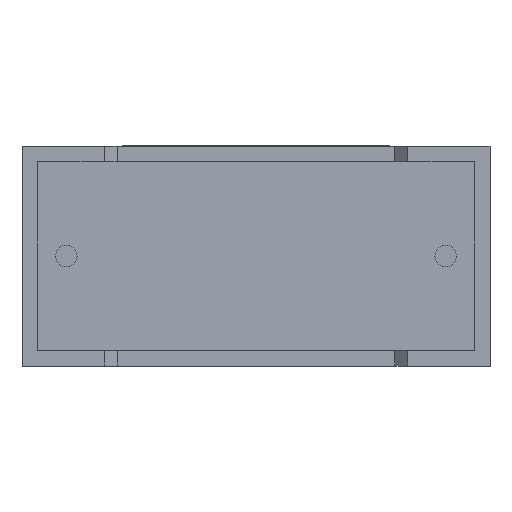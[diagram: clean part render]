
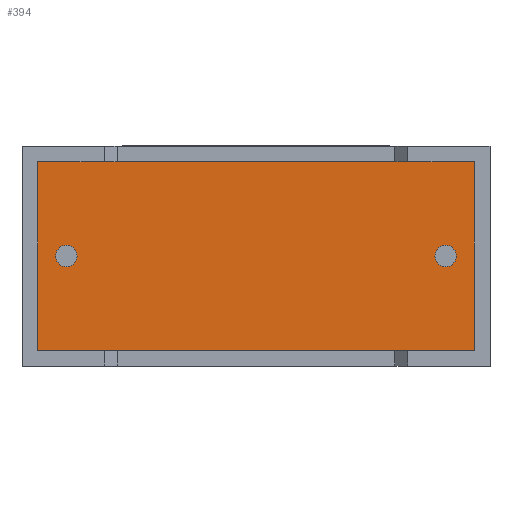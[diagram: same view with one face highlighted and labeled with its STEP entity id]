
A CAD part, front view. The second image highlights one B-rep face of the part: STEP entity #394.
In plain terms, the highlighted planar face has unit normal (0, -1, 0).
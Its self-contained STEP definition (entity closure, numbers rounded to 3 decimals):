
#93 = VECTOR ( 'NONE', #1150, 1000. ) ;
#113 = FACE_OUTER_BOUND ( 'NONE', #2148, .T. ) ;
#155 = DIRECTION ( 'NONE',  ( 0., 0., -1. ) ) ;
#159 = CARTESIAN_POINT ( 'NONE',  ( 16.75, 0.75, 4.35 ) ) ;
#216 = DIRECTION ( 'NONE',  ( 0., 0., -1. ) ) ;
#265 = CARTESIAN_POINT ( 'NONE',  ( 16.75, 0.75, 3.925 ) ) ;
#318 = DIRECTION ( 'NONE',  ( -1., 0., 0. ) ) ;
#388 = CARTESIAN_POINT ( 'NONE',  ( 17.883, 0.75, 0.617 ) ) ;
#394 = ADVANCED_FACE ( 'NONE', ( #598, #113, #1796 ), #868, .T. ) ;
#400 = VERTEX_POINT ( 'NONE', #388 ) ;
#411 = DIRECTION ( 'NONE',  ( 0., -1., 0. ) ) ;
#445 = ORIENTED_EDGE ( 'NONE', *, *, #1650, .T. ) ;
#471 = AXIS2_PLACEMENT_3D ( 'NONE', #3054, #1140, #216 ) ;
#514 = EDGE_CURVE ( 'NONE', #2686, #981, #914, .T. ) ;
#517 = VERTEX_POINT ( 'NONE', #1879 ) ;
#598 = FACE_BOUND ( 'NONE', #1321, .T. ) ;
#611 = LINE ( 'NONE', #1304, #2522 ) ;
#622 = AXIS2_PLACEMENT_3D ( 'NONE', #159, #859, #2752 ) ;
#688 = VECTOR ( 'NONE', #1541, 1000. ) ;
#732 = AXIS2_PLACEMENT_3D ( 'NONE', #2560, #411, #1890 ) ;
#799 = VERTEX_POINT ( 'NONE', #2637 ) ;
#803 = CARTESIAN_POINT ( 'NONE',  ( 0.617, 0.75, 0.617 ) ) ;
#832 = CARTESIAN_POINT ( 'NONE',  ( 1.75, 0.75, 4.775 ) ) ;
#854 = DIRECTION ( 'NONE',  ( 0., -1., 0. ) ) ;
#857 = ORIENTED_EDGE ( 'NONE', *, *, #514, .F. ) ;
#859 = DIRECTION ( 'NONE',  ( 0., -1., 0. ) ) ;
#862 = CARTESIAN_POINT ( 'NONE',  ( 0.617, 0.75, 8.083 ) ) ;
#868 = PLANE ( 'NONE',  #2798 ) ;
#874 = EDGE_CURVE ( 'NONE', #981, #2686, #3000, .T. ) ;
#902 = CARTESIAN_POINT ( 'NONE',  ( 16.75, 0.75, 4.775 ) ) ;
#914 = CIRCLE ( 'NONE', #471, 0.425 ) ;
#931 = VERTEX_POINT ( 'NONE', #832 ) ;
#981 = VERTEX_POINT ( 'NONE', #902 ) ;
#1075 = CIRCLE ( 'NONE', #2064, 0.425 ) ;
#1122 = EDGE_LOOP ( 'NONE', ( #1905, #2114 ) ) ;
#1140 = DIRECTION ( 'NONE',  ( 0., -1., 0. ) ) ;
#1150 = DIRECTION ( 'NONE',  ( 0., 0., -1. ) ) ;
#1231 = ORIENTED_EDGE ( 'NONE', *, *, #2769, .T. ) ;
#1235 = VERTEX_POINT ( 'NONE', #1301 ) ;
#1272 = CIRCLE ( 'NONE', #732, 0.425 ) ;
#1301 = CARTESIAN_POINT ( 'NONE',  ( 0.617, 0.75, 8.083 ) ) ;
#1304 = CARTESIAN_POINT ( 'NONE',  ( 17.883, 0.75, 0.617 ) ) ;
#1314 = ORIENTED_EDGE ( 'NONE', *, *, #2928, .T. ) ;
#1321 = EDGE_LOOP ( 'NONE', ( #2761, #857 ) ) ;
#1504 = DIRECTION ( 'NONE',  ( 0., -1., 0. ) ) ;
#1516 = VECTOR ( 'NONE', #318, 1000. ) ;
#1541 = DIRECTION ( 'NONE',  ( 1., 0., 0. ) ) ;
#1650 = EDGE_CURVE ( 'NONE', #1235, #517, #2557, .T. ) ;
#1741 = DIRECTION ( 'NONE',  ( 0., 0., 1. ) ) ;
#1796 = FACE_BOUND ( 'NONE', #1122, .T. ) ;
#1846 = ORIENTED_EDGE ( 'NONE', *, *, #2495, .T. ) ;
#1879 = CARTESIAN_POINT ( 'NONE',  ( 0.617, 0.75, 0.617 ) ) ;
#1890 = DIRECTION ( 'NONE',  ( 0., 0., -1. ) ) ;
#1905 = ORIENTED_EDGE ( 'NONE', *, *, #2563, .F. ) ;
#2064 = AXIS2_PLACEMENT_3D ( 'NONE', #2677, #1504, #2467 ) ;
#2114 = ORIENTED_EDGE ( 'NONE', *, *, #2626, .F. ) ;
#2148 = EDGE_LOOP ( 'NONE', ( #445, #1231, #1314, #1846 ) ) ;
#2285 = LINE ( 'NONE', #2762, #1516 ) ;
#2302 = CARTESIAN_POINT ( 'NONE',  ( 0., 0.75, 0. ) ) ;
#2393 = CARTESIAN_POINT ( 'NONE',  ( 17.883, 0.75, 8.083 ) ) ;
#2467 = DIRECTION ( 'NONE',  ( 0., 0., -1. ) ) ;
#2495 = EDGE_CURVE ( 'NONE', #2879, #1235, #2285, .T. ) ;
#2522 = VECTOR ( 'NONE', #1741, 1000. ) ;
#2557 = LINE ( 'NONE', #862, #93 ) ;
#2560 = CARTESIAN_POINT ( 'NONE',  ( 1.75, 0.75, 4.35 ) ) ;
#2563 = EDGE_CURVE ( 'NONE', #931, #799, #1075, .T. ) ;
#2626 = EDGE_CURVE ( 'NONE', #799, #931, #1272, .T. ) ;
#2637 = CARTESIAN_POINT ( 'NONE',  ( 1.75, 0.75, 3.925 ) ) ;
#2677 = CARTESIAN_POINT ( 'NONE',  ( 1.75, 0.75, 4.35 ) ) ;
#2686 = VERTEX_POINT ( 'NONE', #265 ) ;
#2752 = DIRECTION ( 'NONE',  ( 0., 0., -1. ) ) ;
#2756 = LINE ( 'NONE', #803, #688 ) ;
#2761 = ORIENTED_EDGE ( 'NONE', *, *, #874, .F. ) ;
#2762 = CARTESIAN_POINT ( 'NONE',  ( 17.883, 0.75, 8.083 ) ) ;
#2769 = EDGE_CURVE ( 'NONE', #517, #400, #2756, .T. ) ;
#2798 = AXIS2_PLACEMENT_3D ( 'NONE', #2302, #854, #155 ) ;
#2879 = VERTEX_POINT ( 'NONE', #2393 ) ;
#2928 = EDGE_CURVE ( 'NONE', #400, #2879, #611, .T. ) ;
#3000 = CIRCLE ( 'NONE', #622, 0.425 ) ;
#3054 = CARTESIAN_POINT ( 'NONE',  ( 16.75, 0.75, 4.35 ) ) ;
